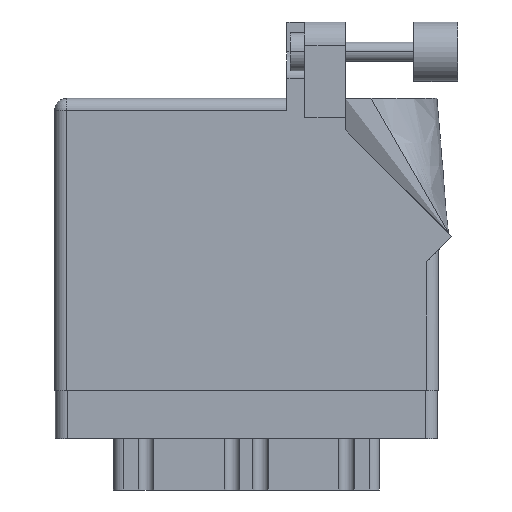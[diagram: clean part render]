
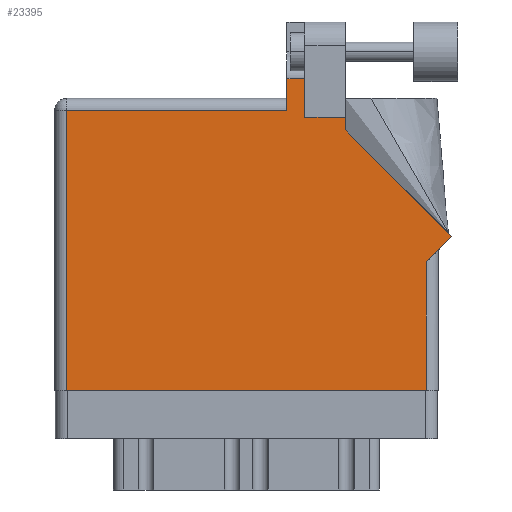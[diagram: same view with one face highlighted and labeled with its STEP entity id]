
A CAD part, front view. The second image highlights one B-rep face of the part: STEP entity #23395.
In plain terms, the highlighted face is planar.
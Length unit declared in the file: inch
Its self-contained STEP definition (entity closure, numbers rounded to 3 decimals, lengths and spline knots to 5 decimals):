
#604 = PLANE ( 'NONE',  #31400 ) ;
#1209 = LINE ( 'NONE', #13068, #5767 ) ;
#1297 = LINE ( 'NONE', #15940, #10642 ) ;
#1497 = LINE ( 'NONE', #29172, #22896 ) ;
#1579 = EDGE_CURVE ( 'NONE', #9695, #35528, #1497, .T. ) ;
#1724 = DIRECTION ( 'NONE',  ( -1., 0., 0. ) ) ;
#1942 = ORIENTED_EDGE ( 'NONE', *, *, #7459, .T. ) ;
#2264 = VECTOR ( 'NONE', #18933, 39.37008 ) ;
#3306 = LINE ( 'NONE', #14999, #34977 ) ;
#4247 = LINE ( 'NONE', #15539, #23174 ) ;
#4480 = LINE ( 'NONE', #19719, #2264 ) ;
#5279 = CARTESIAN_POINT ( 'NONE',  ( 1.217, 1.53, 0. ) ) ;
#5478 = VERTEX_POINT ( 'NONE', #12712 ) ;
#5698 = DIRECTION ( 'NONE',  ( -1., 0., 0. ) ) ;
#5767 = VECTOR ( 'NONE', #13257, 39.37008 ) ;
#6891 = CARTESIAN_POINT ( 'NONE',  ( 1.524, 1.43, 0. ) ) ;
#6962 = DIRECTION ( 'NONE',  ( 0., 1., 0. ) ) ;
#7221 = VECTOR ( 'NONE', #14374, 39.37008 ) ;
#7410 = EDGE_CURVE ( 'NONE', #35528, #35725, #15850, .T. ) ;
#7459 = EDGE_CURVE ( 'NONE', #12385, #11187, #1209, .T. ) ;
#7617 = DIRECTION ( 'NONE',  ( -1., 0., 0. ) ) ;
#8361 = EDGE_CURVE ( 'NONE', #29025, #28742, #4480, .T. ) ;
#8768 = VERTEX_POINT ( 'NONE', #9971 ) ;
#9490 = LINE ( 'NONE', #33613, #16727 ) ;
#9622 = EDGE_CURVE ( 'NONE', #17087, #36039, #9490, .T. ) ;
#9695 = VERTEX_POINT ( 'NONE', #37695 ) ;
#9746 = EDGE_CURVE ( 'NONE', #8768, #9695, #32361, .T. ) ;
#9971 = CARTESIAN_POINT ( 'NONE',  ( 1.217, 1.6315, 0. ) ) ;
#10109 = VECTOR ( 'NONE', #6962, 39.37008 ) ;
#10490 = DIRECTION ( 'NONE',  ( 0., -1., 0. ) ) ;
#10642 = VECTOR ( 'NONE', #12965, 39.37008 ) ;
#11187 = VERTEX_POINT ( 'NONE', #23718 ) ;
#11628 = ORIENTED_EDGE ( 'NONE', *, *, #29786, .T. ) ;
#12385 = VERTEX_POINT ( 'NONE', #14410 ) ;
#12547 = EDGE_CURVE ( 'NONE', #5478, #8768, #3306, .T. ) ;
#12712 = CARTESIAN_POINT ( 'NONE',  ( 1.311, 1.6315, 0. ) ) ;
#12897 = DIRECTION ( 'NONE',  ( 0., 1., 0. ) ) ;
#12965 = DIRECTION ( 'NONE',  ( 1., 0., 0. ) ) ;
#12987 = ORIENTED_EDGE ( 'NONE', *, *, #9622, .T. ) ;
#13068 = CARTESIAN_POINT ( 'NONE',  ( 2.08071, 0.80771, 0. ) ) ;
#13257 = DIRECTION ( 'NONE',  ( -0.707, 0.707, 0. ) ) ;
#13652 = CARTESIAN_POINT ( 'NONE',  ( 0.062, 0., 0. ) ) ;
#14339 = ORIENTED_EDGE ( 'NONE', *, *, #8361, .T. ) ;
#14374 = DIRECTION ( 'NONE',  ( 0., -1., 0. ) ) ;
#14410 = CARTESIAN_POINT ( 'NONE',  ( 2.08071, 0.80771, 0. ) ) ;
#14999 = CARTESIAN_POINT ( 'NONE',  ( 1.64177, 1.6315, 0. ) ) ;
#15254 = CARTESIAN_POINT ( 'NONE',  ( 0., 1.53, 0. ) ) ;
#15383 = ORIENTED_EDGE ( 'NONE', *, *, #1579, .T. ) ;
#15539 = CARTESIAN_POINT ( 'NONE',  ( 2.01, 0.737, 0. ) ) ;
#15850 = LINE ( 'NONE', #13652, #24710 ) ;
#15875 = CARTESIAN_POINT ( 'NONE',  ( 1.524, 1.36442, 0. ) ) ;
#15940 = CARTESIAN_POINT ( 'NONE',  ( 0., 0., 0. ) ) ;
#16277 = CARTESIAN_POINT ( 'NONE',  ( 1.311, 1.43, 0. ) ) ;
#16727 = VECTOR ( 'NONE', #1724, 39.37008 ) ;
#16851 = CARTESIAN_POINT ( 'NONE',  ( 0.062, 1.468, 0. ) ) ;
#17087 = VERTEX_POINT ( 'NONE', #6891 ) ;
#18841 = LINE ( 'NONE', #15875, #33498 ) ;
#18933 = DIRECTION ( 'NONE',  ( 0., 1., 0. ) ) ;
#19429 = LINE ( 'NONE', #16277, #10109 ) ;
#19719 = CARTESIAN_POINT ( 'NONE',  ( 1.948, 0.737, 0. ) ) ;
#21007 = EDGE_CURVE ( 'NONE', #35725, #29025, #1297, .T. ) ;
#21674 = DIRECTION ( 'NONE',  ( 0.707, 0.707, 0. ) ) ;
#22378 = ORIENTED_EDGE ( 'NONE', *, *, #21007, .T. ) ;
#22896 = VECTOR ( 'NONE', #7617, 39.37008 ) ;
#22988 = EDGE_CURVE ( 'NONE', #11187, #17087, #18841, .T. ) ;
#23174 = VECTOR ( 'NONE', #21674, 39.37008 ) ;
#23395 = ADVANCED_FACE ( 'NONE', ( #36188 ), #604, .F. ) ;
#23718 = CARTESIAN_POINT ( 'NONE',  ( 1.524, 1.36442, 0. ) ) ;
#24230 = ORIENTED_EDGE ( 'NONE', *, *, #22988, .T. ) ;
#24463 = EDGE_CURVE ( 'NONE', #28742, #12385, #4247, .T. ) ;
#24710 = VECTOR ( 'NONE', #10490, 39.37008 ) ;
#24716 = ORIENTED_EDGE ( 'NONE', *, *, #12547, .T. ) ;
#26314 = ORIENTED_EDGE ( 'NONE', *, *, #9746, .T. ) ;
#27305 = DIRECTION ( 'NONE',  ( -1., 0., 0. ) ) ;
#28742 = VERTEX_POINT ( 'NONE', #33026 ) ;
#29025 = VERTEX_POINT ( 'NONE', #38141 ) ;
#29172 = CARTESIAN_POINT ( 'NONE',  ( 0., 1.468, 0. ) ) ;
#29625 = CARTESIAN_POINT ( 'NONE',  ( 1.311, 1.43, 0. ) ) ;
#29786 = EDGE_CURVE ( 'NONE', #36039, #5478, #19429, .T. ) ;
#31400 = AXIS2_PLACEMENT_3D ( 'NONE', #15254, #35793, #27305 ) ;
#32361 = LINE ( 'NONE', #5279, #7221 ) ;
#33026 = CARTESIAN_POINT ( 'NONE',  ( 1.948, 0.675, 0. ) ) ;
#33498 = VECTOR ( 'NONE', #12897, 39.37008 ) ;
#33613 = CARTESIAN_POINT ( 'NONE',  ( 1.524, 1.43, 0. ) ) ;
#33787 = CARTESIAN_POINT ( 'NONE',  ( 0.062, 0., 0. ) ) ;
#34977 = VECTOR ( 'NONE', #5698, 39.37008 ) ;
#35110 = ORIENTED_EDGE ( 'NONE', *, *, #7410, .T. ) ;
#35522 = EDGE_LOOP ( 'NONE', ( #11628, #24716, #26314, #15383, #35110, #22378, #14339, #36987, #1942, #24230, #12987 ) ) ;
#35528 = VERTEX_POINT ( 'NONE', #16851 ) ;
#35725 = VERTEX_POINT ( 'NONE', #33787 ) ;
#35793 = DIRECTION ( 'NONE',  ( 0., 0., -1. ) ) ;
#36039 = VERTEX_POINT ( 'NONE', #29625 ) ;
#36188 = FACE_OUTER_BOUND ( 'NONE', #35522, .T. ) ;
#36987 = ORIENTED_EDGE ( 'NONE', *, *, #24463, .T. ) ;
#37695 = CARTESIAN_POINT ( 'NONE',  ( 1.217, 1.468, 0. ) ) ;
#38141 = CARTESIAN_POINT ( 'NONE',  ( 1.948, 0., 0. ) ) ;
